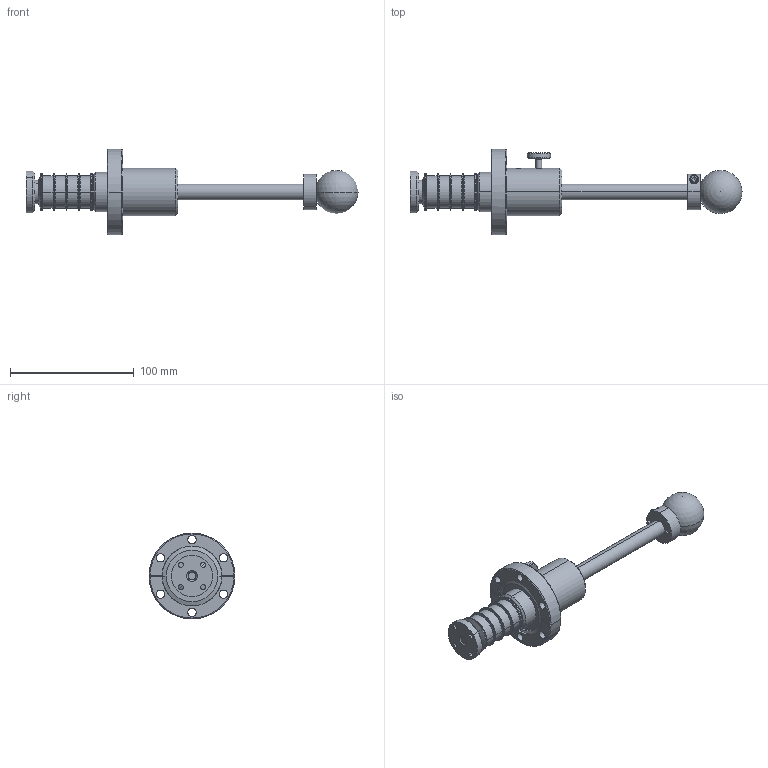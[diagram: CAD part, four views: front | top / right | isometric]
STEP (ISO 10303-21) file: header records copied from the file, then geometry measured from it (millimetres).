
FILE_DESCRIPTION (( 'STEP AP214' ), '1' );
FILE_NAME ('SN101707-01, FLML-275-50-4.STEP', '2016-05-10T17:45:49', ( 'My Thermionics' ), ( '' ), 'SwSTEP 2.0', 'SolidWorks 2010', '' );
FILE_SCHEMA (( 'AUTOMOTIVE_DESIGN' ));
Length unit declared in the file: inch
Products named in the file (1): SN101707-01, FLML-275-50-4
Bounding box: 268.02 x 69.34 x 69.34 mm (x, y, z)
Surface area: 50018.1 mm2 (no closed solid volume)
Topology: 0 solids, 25 shells, 184 faces, 481 edges, 313 vertices
Faces by surface type: cylinder 91, plane 45, cone 44, torus 2, sphere 2
Entity records: 8433 total; most frequent: CARTESIAN_POINT 1331, DIRECTION 1096, ORIENTED_EDGE 830, EDGE_CURVE 474, AXIS2_PLACEMENT_3D 455, VERTEX_POINT 310, CIRCLE 270, EDGE_LOOP 231
